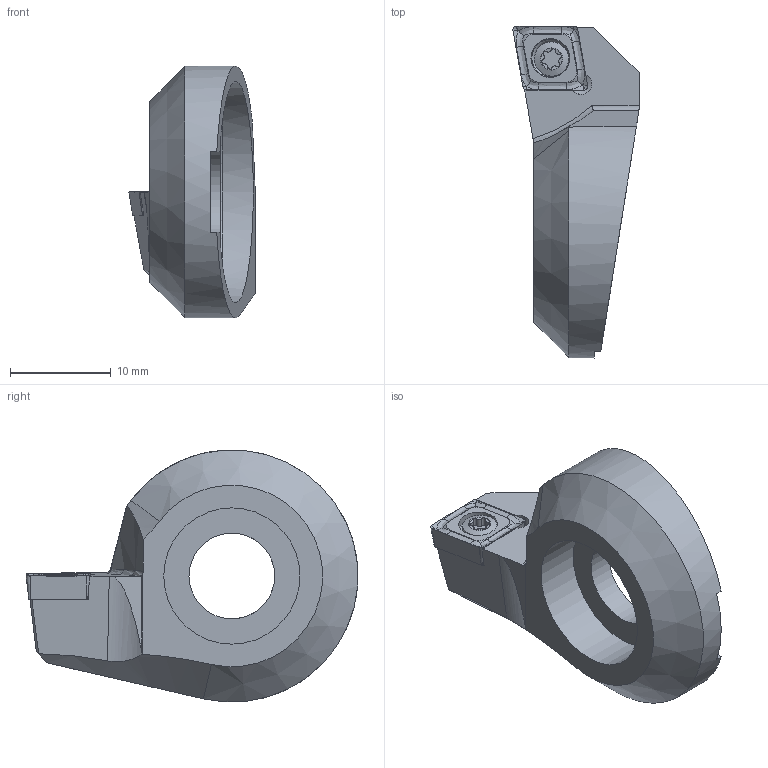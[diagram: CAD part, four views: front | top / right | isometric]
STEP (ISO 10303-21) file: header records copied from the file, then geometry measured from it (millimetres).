
FILE_DESCRIPTION (( 'STEP AP214' ), '1' );
FILE_NAME ('F42.WCA.001.009.STEP', '2019-08-22T13:28:32', ( '' ), ( '' ), 'SwSTEP 2.0', 'SolidWorks 2017', '' );
FILE_SCHEMA (( 'AUTOMOTIVE_DESIGN' ));
Length unit declared in the file: millimetre
Products named in the file (4): F42.WCA.001.009; WCA-ER2.001.006_A; CCMT060204; F42-WCA.001.009_C_fertigbearbeitet
Assembly tree (3 placements, depth 2):
  F42.WCA.001.009
    F42-WCA.001.009_C_fertigbearbeitet
    CCMT060204
    WCA-ER2.001.006_A
Bounding box: 12.5 x 32.9 x 24.96 mm (x, y, z)
Volume: 3141.4 mm3; surface area: 2312.2 mm2
Topology: 3 solids, 3 shells, 103 faces, 263 edges, 165 vertices
Faces by surface type: plane 39, cylinder 26, cone 20, bspline 12, torus 5, sphere 1
Full cylindrical faces by diameter (mm): 2.05 x1, 2.1 x1, 2.5 x1, 2.8 x1, 3.4 x1, 3.85 x1, 8.5 x1, 13.5 x1
Entity records: 3439 total; most frequent: CARTESIAN_POINT 1051, ORIENTED_EDGE 478, DIRECTION 417, EDGE_CURVE 239, VERTEX_POINT 159, AXIS2_PLACEMENT_3D 157, EDGE_LOOP 126, FACE_OUTER_BOUND 115
